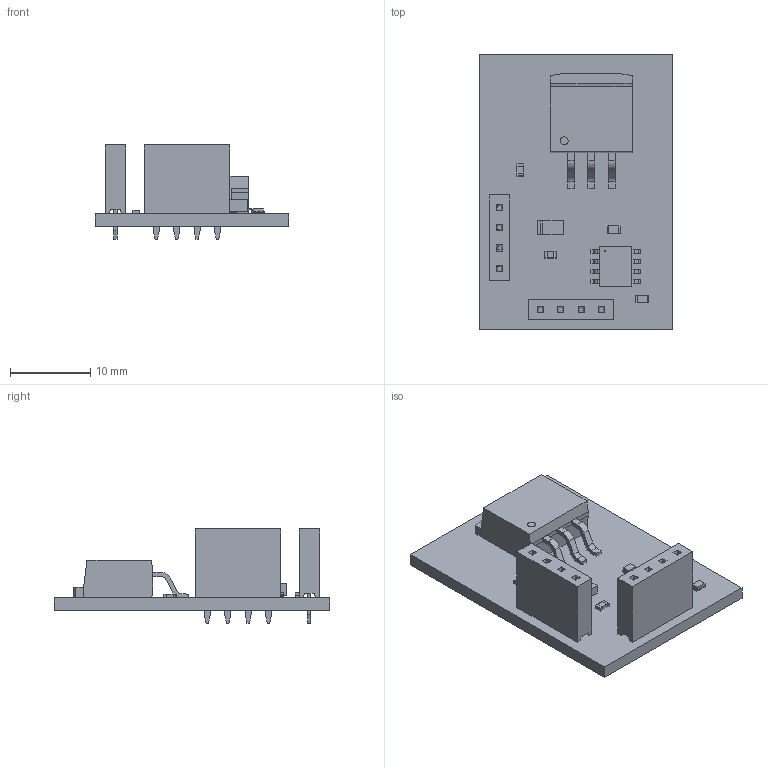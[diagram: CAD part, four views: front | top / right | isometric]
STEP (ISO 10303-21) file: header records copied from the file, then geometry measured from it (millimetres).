
FILE_DESCRIPTION(('KiCad electronic assembly'),'2;1');
FILE_NAME('Instrumentation-Amplifier2.step','2021-06-12T20:31:22',( 'An Author'),('A Company'),'Open CASCADE STEP processor 7.5', 'KiCad to STEP converter','Unknown');
FILE_SCHEMA(('AUTOMOTIVE_DESIGN { 1 0 10303 214 1 1 1 1 }'));
Length unit declared in the file: millimetre
Products named in the file (14): Open CASCADE STEP translator 7.5 1; CC0603JRX7R8BB224; COMPOUND; LED_LTST-C150GKT_LTO; Sullins_-_PPTC041LFBN-RC; SOLID; RES_MCT_0603_VIS; NOPB; R_8_ADI
Assembly tree (16 placements, depth 3):
  Open CASCADE STEP translator 7.5 1
    CC0603JRX7R8BB224  x2
      COMPOUND
    LED_LTST-C150GKT_LTO
      COMPOUND
    Sullins_-_PPTC041LFBN-RC  x2
      SOLID
    RES_MCT_0603_VIS  x2
      COMPOUND
    NOPB
      COMPOUND
    R_8_ADI
      COMPOUND
    COMPOUND
Bounding box: 24.13 x 34.29 x 11.7 mm (x, y, z)
Volume: 2225.2 mm3; surface area: 3191.5 mm2
Topology: 35 solids, 35 shells, 518 faces, 1243 edges, 796 vertices
Faces by surface type: plane 405, cylinder 97, sphere 16
Full cylindrical faces by diameter (mm): 0.199 x1, 1.07 x8
Entity records: 25136 total; most frequent: CARTESIAN_POINT 4401, DIRECTION 3583, LINE 2406, VECTOR 2406, ORIENTED_EDGE 1810, PCURVE 1810, DEFINITIONAL_REPRESENTATION 1810, EDGE_CURVE 905
